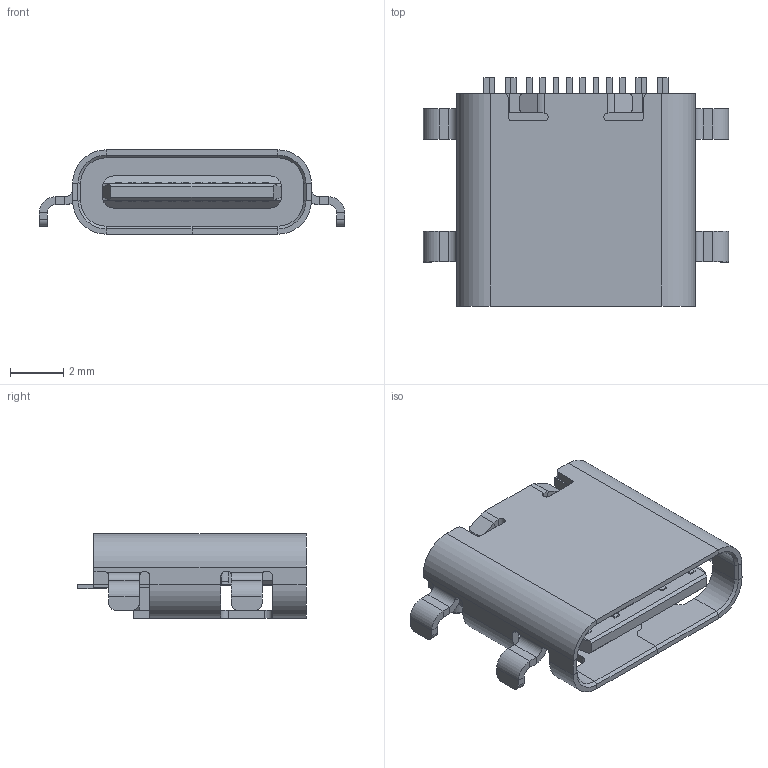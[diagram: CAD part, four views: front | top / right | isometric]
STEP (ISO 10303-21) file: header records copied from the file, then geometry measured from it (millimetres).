
FILE_DESCRIPTION(/* description */ (''),/* implementation_level */ '2;1');
FILE_NAME(/* name */ 'CON_TYPE-C-31-M-14.step',/* time_stamp */ '2021-10-20T21:36:44+02:00',/* author */ (''),/* organization */ (''),/* preprocessor_version */ 'ST-DEVELOPER v18.1',/* originating_system */ 'Autodesk Translation Framework v10.10.0.1391',/* authorisation */ '');
FILE_SCHEMA (('AUTOMOTIVE_DESIGN { 1 0 10303 214 3 1 1 }'));
Length unit declared in the file: millimetre
Products named in the file (3): CON_TYPE-C-31-M-14; Shroud; Plastic Body & Connector
Assembly tree (2 placements, depth 2):
  CON_TYPE-C-31-M-14
    Shroud
    Plastic Body & Connector
Bounding box: 11.45 x 8.56 x 3.16 mm (x, y, z)
Volume: 118.8 mm3; surface area: 499.1 mm2
Topology: 2 solids, 2 shells, 500 faces, 1373 edges, 847 vertices
Faces by surface type: plane 366, cylinder 116, bspline 12, cone 6
Full cylindrical faces by diameter (mm): 0.6 x2
Entity records: 16201 total; most frequent: CARTESIAN_POINT 3153, ORIENTED_EDGE 2746, DIRECTION 2579, EDGE_CURVE 1373, LINE 1105, VECTOR 1105, VERTEX_POINT 847, AXIS2_PLACEMENT_3D 737
